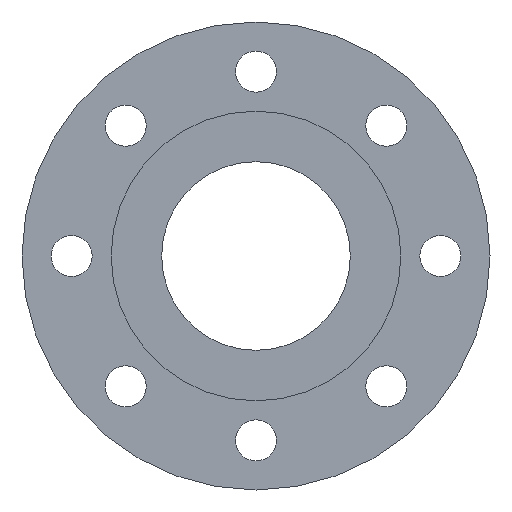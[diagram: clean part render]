
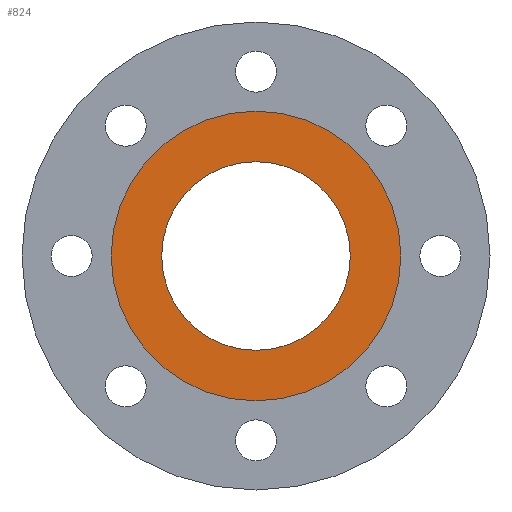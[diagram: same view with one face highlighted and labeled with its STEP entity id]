
A CAD part, front view. The second image highlights one B-rep face of the part: STEP entity #824.
In plain terms, the highlighted planar face has unit normal (0, -1, 0).
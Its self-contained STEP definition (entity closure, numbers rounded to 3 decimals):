
#4 = DIRECTION ( 'NONE',  ( 0., 1., 0. ) ) ;
#116 = FACE_OUTER_BOUND ( 'NONE', #1177, .T. ) ;
#223 = AXIS2_PLACEMENT_3D ( 'NONE', #451, #4, #826 ) ;
#236 = EDGE_LOOP ( 'NONE', ( #1084, #1001 ) ) ;
#239 = CIRCLE ( 'NONE', #765, 78.6 ) ;
#244 = CIRCLE ( 'NONE', #773, 78.6 ) ;
#289 = CARTESIAN_POINT ( 'NONE',  ( 0., 0., 0. ) ) ;
#301 = CIRCLE ( 'NONE', #223, 51.2 ) ;
#312 = DIRECTION ( 'NONE',  ( 0., 1., 0. ) ) ;
#329 = EDGE_CURVE ( 'NONE', #704, #515, #301, .T. ) ;
#364 = AXIS2_PLACEMENT_3D ( 'NONE', #670, #1140, #868 ) ;
#372 = VERTEX_POINT ( 'NONE', #386 ) ;
#386 = CARTESIAN_POINT ( 'NONE',  ( 0., 0., -78.6 ) ) ;
#389 = CARTESIAN_POINT ( 'NONE',  ( 0., 0., 78.6 ) ) ;
#431 = CARTESIAN_POINT ( 'NONE',  ( 0., 0., 0. ) ) ;
#451 = CARTESIAN_POINT ( 'NONE',  ( 0., 0., 0. ) ) ;
#511 = CARTESIAN_POINT ( 'NONE',  ( 0., 0., 51.2 ) ) ;
#512 = AXIS2_PLACEMENT_3D ( 'NONE', #821, #529, #906 ) ;
#515 = VERTEX_POINT ( 'NONE', #511 ) ;
#529 = DIRECTION ( 'NONE',  ( 0., 1., 0. ) ) ;
#600 = DIRECTION ( 'NONE',  ( 0., 1., 0. ) ) ;
#656 = CIRCLE ( 'NONE', #512, 51.2 ) ;
#670 = CARTESIAN_POINT ( 'NONE',  ( 0., 0., 51.2 ) ) ;
#684 = DIRECTION ( 'NONE',  ( 0., 0., 1. ) ) ;
#699 = DIRECTION ( 'NONE',  ( 0., 0., 1. ) ) ;
#704 = VERTEX_POINT ( 'NONE', #1105 ) ;
#765 = AXIS2_PLACEMENT_3D ( 'NONE', #431, #600, #699 ) ;
#766 = VERTEX_POINT ( 'NONE', #389 ) ;
#773 = AXIS2_PLACEMENT_3D ( 'NONE', #289, #312, #684 ) ;
#821 = CARTESIAN_POINT ( 'NONE',  ( 0., 0., 0. ) ) ;
#824 = ADVANCED_FACE ( 'NONE', ( #1128, #116 ), #1045, .T. ) ;
#826 = DIRECTION ( 'NONE',  ( 0., 0., 1. ) ) ;
#868 = DIRECTION ( 'NONE',  ( 0., 0., -1. ) ) ;
#884 = EDGE_CURVE ( 'NONE', #372, #766, #244, .T. ) ;
#906 = DIRECTION ( 'NONE',  ( 0., 0., 1. ) ) ;
#925 = ORIENTED_EDGE ( 'NONE', *, *, #884, .F. ) ;
#997 = EDGE_CURVE ( 'NONE', #766, #372, #239, .T. ) ;
#1001 = ORIENTED_EDGE ( 'NONE', *, *, #329, .T. ) ;
#1045 = PLANE ( 'NONE',  #364 ) ;
#1084 = ORIENTED_EDGE ( 'NONE', *, *, #1200, .T. ) ;
#1105 = CARTESIAN_POINT ( 'NONE',  ( 0., 0., -51.2 ) ) ;
#1128 = FACE_BOUND ( 'NONE', #236, .T. ) ;
#1140 = DIRECTION ( 'NONE',  ( 0., -1., 0. ) ) ;
#1177 = EDGE_LOOP ( 'NONE', ( #1194, #925 ) ) ;
#1194 = ORIENTED_EDGE ( 'NONE', *, *, #997, .F. ) ;
#1200 = EDGE_CURVE ( 'NONE', #515, #704, #656, .T. ) ;
